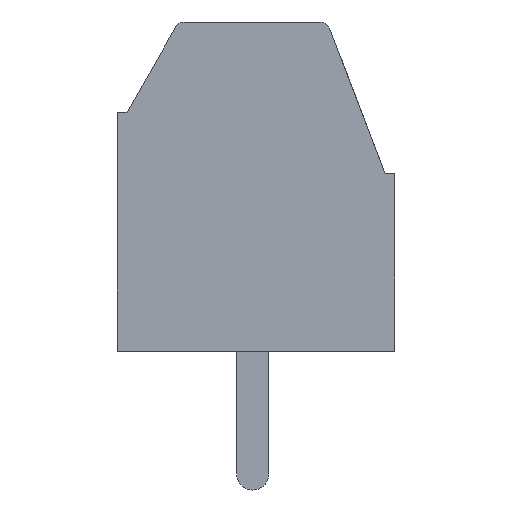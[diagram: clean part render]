
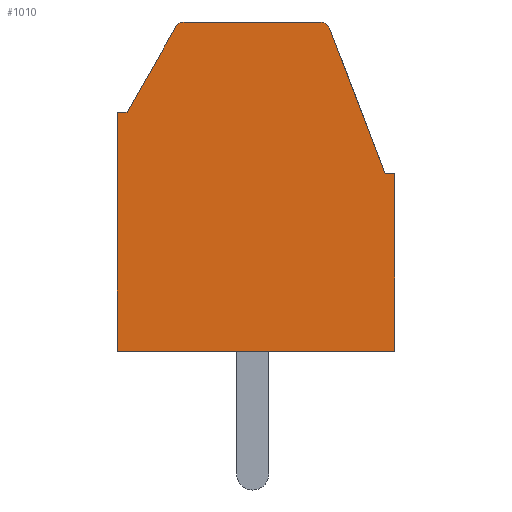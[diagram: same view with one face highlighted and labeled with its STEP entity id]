
A CAD part, front view. The second image highlights one B-rep face of the part: STEP entity #1010.
In plain terms, the highlighted planar face has unit normal (0, -1, 0).
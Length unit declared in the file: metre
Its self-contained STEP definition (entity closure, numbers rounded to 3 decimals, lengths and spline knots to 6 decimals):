
#1010=ADVANCED_FACE('',(#2075),#2076,.F.);
#2075=FACE_OUTER_BOUND('',#3147,.T.);
#2076=PLANE('',#3148);
#3147=EDGE_LOOP('',(#6180,#6181,#6182,#6183,#6184,#6185,#6186,#6187,#6188,#6189));
#3148=AXIS2_PLACEMENT_3D('',#6190,#6191,#6192);
#6180=ORIENTED_EDGE('',*,*,#7229,.T.);
#6181=ORIENTED_EDGE('',*,*,#6431,.F.);
#6182=ORIENTED_EDGE('',*,*,#7249,.T.);
#6183=ORIENTED_EDGE('',*,*,#7252,.F.);
#6184=ORIENTED_EDGE('',*,*,#7255,.F.);
#6185=ORIENTED_EDGE('',*,*,#7271,.F.);
#6186=ORIENTED_EDGE('',*,*,#7281,.F.);
#6187=ORIENTED_EDGE('',*,*,#7234,.F.);
#6188=ORIENTED_EDGE('',*,*,#7231,.F.);
#6189=ORIENTED_EDGE('',*,*,#6443,.F.);
#6190=CARTESIAN_POINT('',(-0.075,-0.03067,-0.0003));
#6191=DIRECTION('',(0.,1.0,0.));
#6192=DIRECTION('',(-1.0,0.,0.));
#6431=EDGE_CURVE('',#7718,#7720,#7721,.T.);
#6443=EDGE_CURVE('',#7741,#7743,#7744,.T.);
#7229=EDGE_CURVE('',#7741,#7720,#8922,.T.);
#7231=EDGE_CURVE('',#7743,#8924,#8925,.T.);
#7234=EDGE_CURVE('',#8924,#8928,#8929,.T.);
#7249=EDGE_CURVE('',#7718,#8947,#8949,.T.);
#7252=EDGE_CURVE('',#8951,#8947,#8953,.T.);
#7255=EDGE_CURVE('',#8955,#8951,#8957,.T.);
#7271=EDGE_CURVE('',#8981,#8955,#8983,.T.);
#7281=EDGE_CURVE('',#8928,#8981,#8996,.T.);
#7718=VERTEX_POINT('',#9613);
#7720=VERTEX_POINT('',#9616);
#7721=LINE('',#9617,#9618);
#7741=VERTEX_POINT('',#9640);
#7743=VERTEX_POINT('',#9643);
#7744=LINE('',#9644,#9645);
#8922=CIRCLE('',#11356,0.0003);
#8924=VERTEX_POINT('',#11358);
#8925=LINE('',#11359,#11360);
#8928=VERTEX_POINT('',#11364);
#8929=LINE('',#11365,#11366);
#8947=VERTEX_POINT('',#11396);
#8949=CIRCLE('',#11399,0.0003);
#8951=VERTEX_POINT('',#11401);
#8953=LINE('',#11404,#11405);
#8955=VERTEX_POINT('',#11407);
#8957=LINE('',#11410,#11411);
#8981=VERTEX_POINT('',#11448);
#8983=LINE('',#11451,#11452);
#8996=LINE('',#11473,#11474);
#9613=CARTESIAN_POINT('',(-0.075,-0.03067,0.));
#9616=CARTESIAN_POINT('',(-0.070781,-0.03067,0.));
#9617=CARTESIAN_POINT('',(-0.070781,-0.03067,0.));
#9618=VECTOR('',#12060,1.0);
#9640=CARTESIAN_POINT('',(-0.0705,-0.03067,-0.000193));
#9643=CARTESIAN_POINT('',(-0.068778,-0.03067,-0.0047));
#9644=CARTESIAN_POINT('',(-0.068778,-0.03067,-0.0047));
#9645=VECTOR('',#12085,1.0);
#11356=AXIS2_PLACEMENT_3D('',#12764,#12765,#12766);
#11358=CARTESIAN_POINT('',(-0.068478,-0.03067,-0.0047));
#11359=CARTESIAN_POINT('',(-0.068478,-0.03067,-0.0047));
#11360=VECTOR('',#12767,1.0);
#11364=CARTESIAN_POINT('',(-0.068478,-0.03067,-0.0102));
#11365=CARTESIAN_POINT('',(-0.068478,-0.03067,-0.0102));
#11366=VECTOR('',#12769,1.0);
#11396=CARTESIAN_POINT('',(-0.07526,-0.03067,-0.000151));
#11399=AXIS2_PLACEMENT_3D('',#12783,#12784,#12785);
#11401=CARTESIAN_POINT('',(-0.076774,-0.03067,-0.0028));
#11404=CARTESIAN_POINT('',(-0.07526,-0.03067,-0.000151));
#11405=VECTOR('',#12787,1.0);
#11407=CARTESIAN_POINT('',(-0.077078,-0.03067,-0.0028));
#11410=CARTESIAN_POINT('',(-0.076774,-0.03067,-0.0028));
#11411=VECTOR('',#12789,1.0);
#11448=CARTESIAN_POINT('',(-0.077078,-0.03067,-0.0102));
#11451=CARTESIAN_POINT('',(-0.077078,-0.03067,-0.0095));
#11452=VECTOR('',#12804,1.0);
#11473=CARTESIAN_POINT('',(-0.077078,-0.03067,-0.0102));
#11474=VECTOR('',#12813,1.0);
#12060=DIRECTION('',(1.0,0.,0.));
#12085=DIRECTION('',(0.357,0.,-0.934));
#12764=CARTESIAN_POINT('',(-0.070781,-0.03067,-0.0003));
#12765=DIRECTION('',(0.,-1.0,0.));
#12766=DIRECTION('',(-1.0,0.,0.));
#12767=DIRECTION('',(1.0,0.,0.));
#12769=DIRECTION('',(0.,0.,-1.0));
#12783=CARTESIAN_POINT('',(-0.075,-0.03067,-0.0003));
#12784=DIRECTION('',(0.,-1.0,0.));
#12785=DIRECTION('',(-1.0,0.,0.));
#12787=DIRECTION('',(0.496,0.,0.868));
#12789=DIRECTION('',(1.0,0.,0.));
#12804=DIRECTION('',(0.,0.,1.0));
#12813=DIRECTION('',(-1.0,0.,0.));
